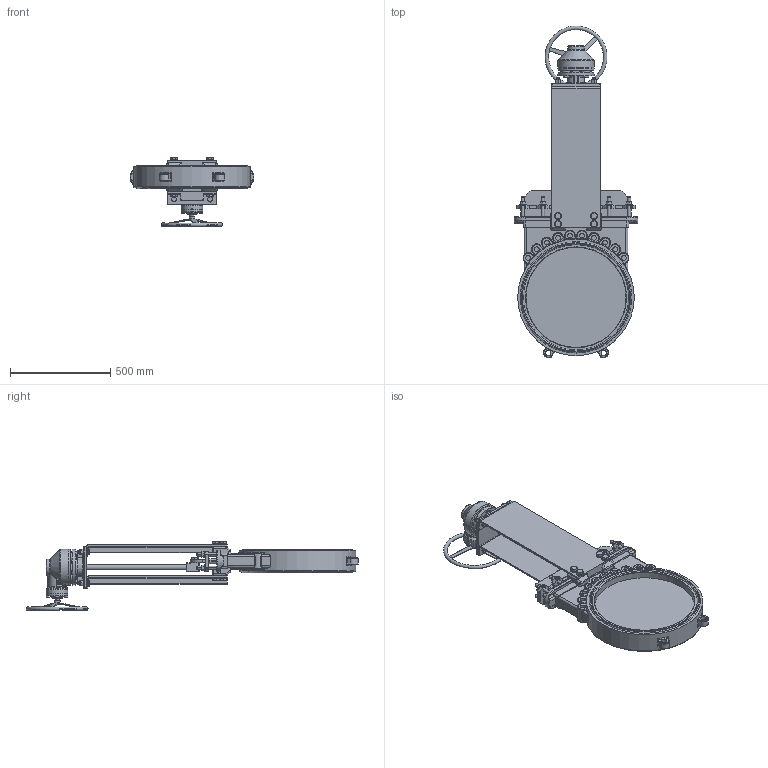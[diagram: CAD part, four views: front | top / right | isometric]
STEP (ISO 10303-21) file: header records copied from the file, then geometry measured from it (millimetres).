
FILE_DESCRIPTION(/* description */ (''),/* implementation_level */ '2;1');
FILE_NAME(/* name */ 'DN500_3D_STEP.stp',/* time_stamp */ '2025-09-04T20:11:00+03:00',/* author */ ('igorr'),/* organization */ (''),/* preprocessor_version */ 'ST-DEVELOPER v20',/* originating_system */ 'Autodesk Inventor 2025',/* authorisation */ '');
FILE_SCHEMA (('AUTOMOTIVE_DESIGN { 1 0 10303 214 3 1 1 }'));
Products named in the file (15): Сборка1; Деталь1; AS 1110 - M12 x 20; Деталь2; DIN 126 - 22; AS 1110 - M20 x 35; Деталь3; Деталь2_1; AS 1110 - M16 x 50; AS 1110 - M16 x 25; DIN 126 - 17,5; AS 1420 - 1973 - M8 x 16; AS 1420 - 1973 - M10 x 16; DIN 126 - 20; ANSI B18.2.4.2M - M16x2
Assembly tree (68 placements, depth 2):
  Сборка1
    Деталь1
    AS 1110 - M20 x 35  x10
    AS 1110 - M12 x 20
    Деталь2  x2
    DIN 126 - 22  x8
    Деталь3
    Деталь2_1
    AS 1110 - M16 x 50  x4
    AS 1110 - M16 x 25  x4
    DIN 126 - 17,5  x4
    ANSI B18.2.4.2M - M16x2  x12
    AS 1420 - 1973 - M8 x 16  x8
    AS 1420 - 1973 - M10 x 16  x4
    DIN 126 - 20  x8
Bounding box: 616.26 x 1657.35 x 343.11 mm (x, y, z)
Volume: 37000954.9 mm3; surface area: 2901691.7 mm2
Topology: 68 solids, 68 shells, 2714 faces, 6365 edges, 3788 vertices
Faces by surface type: plane 1079, cylinder 673, bspline 359, cone 338, torus 199, sphere 66
Full cylindrical faces by diameter (mm): 5 x1, 8 x8, 9 x8, 10 x4, 11 x4, 12 x1, 13 x8, 13.835 x12, 16 x12, 17.5 x4, 18 x1, 20 x44, 22 x8, 24 x28, 27 x3, 29.808 x1, 30 x14, 34 x8, 37 x8, 80 x1, 109 x2, 125.105 x1, 180 x3, 500 x2, 582 x1
Entity records: 66477 total; most frequent: CARTESIAN_POINT 22292, ORIENTED_EDGE 8872, DIRECTION 8535, EDGE_CURVE 4436, AXIS2_PLACEMENT_3D 3283, VERTEX_POINT 2659, EDGE_LOOP 1985, LINE 1969
